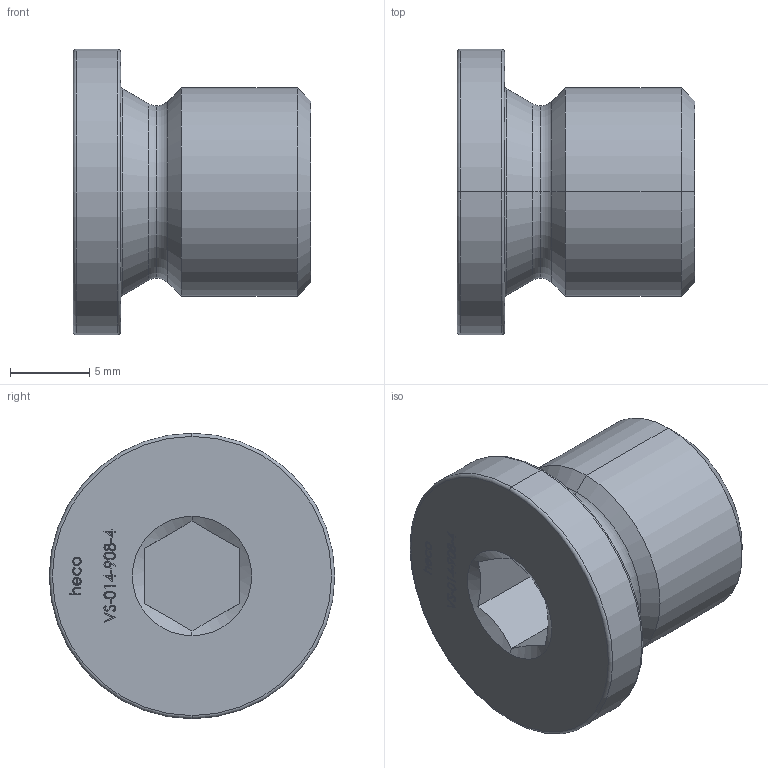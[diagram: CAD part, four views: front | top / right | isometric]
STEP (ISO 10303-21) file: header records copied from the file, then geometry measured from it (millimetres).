
FILE_DESCRIPTION (( 'STEP AP214' ), '1' );
FILE_NAME ('VS-014-908-4 Verschluss-Schraube.STEP', '2018-06-13T11:24:35', ( '' ), ( '' ), 'SwSTEP 2.0', 'SolidWorks 2016', '' );
FILE_SCHEMA (( 'AUTOMOTIVE_DESIGN' ));
Length unit declared in the file: millimetre
Products named in the file (1): VS-014-908-4 Verschluss-Schraube
Bounding box: 15 x 18 x 18 mm (x, y, z)
Volume: 1948.8 mm3; surface area: 1381.5 mm2
Topology: 1 solids, 1 shells, 223 faces, 561 edges, 368 vertices
Faces by surface type: plane 105, bspline 94, torus 10, cone 8, cylinder 6
Entity records: 13808 total; most frequent: CARTESIAN_POINT 7077, ORIENTED_EDGE 1122, DIRECTION 667, EDGE_CURVE 561, VERTEX_POINT 368, VECTOR 327, LINE 327, EDGE_LOOP 251
